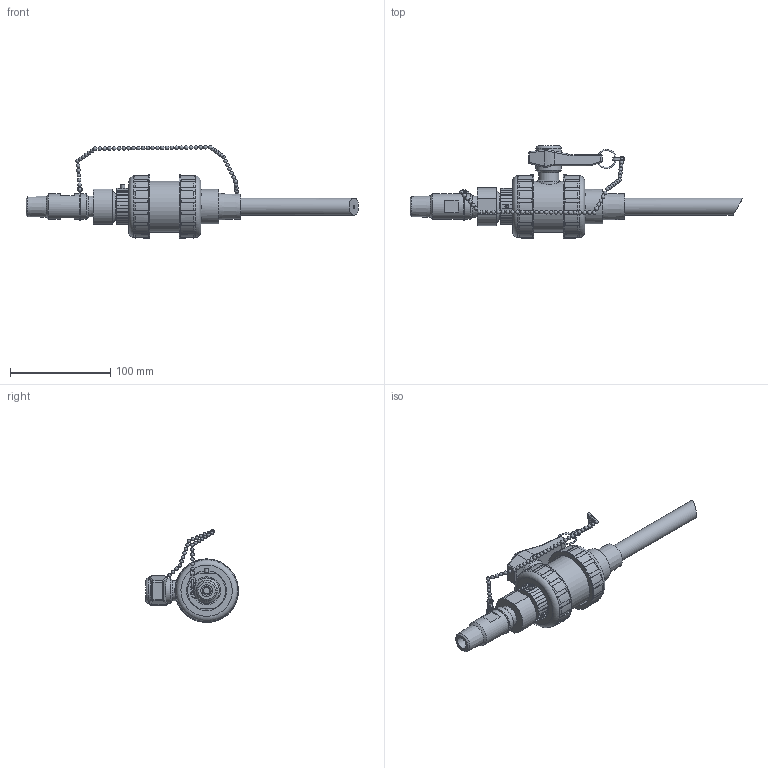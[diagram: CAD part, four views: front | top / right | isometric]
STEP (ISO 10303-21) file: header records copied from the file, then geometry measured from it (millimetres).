
FILE_DESCRIPTION((''),'2;1');
FILE_NAME('CCS-58-CPVC_R0.stp','2017-08-01T10:57:46',('salesdesk5'),(''),'Autodesk Inventor 2009','Autodesk Inventor 2009','');
FILE_SCHEMA(('AUTOMOTIVE_DESIGN { 1 0 10303 214 1 1 1 1 }'));
Length unit declared in the file: inch
Products named in the file (1): CCS-58-CPVC_R0
Bounding box: 331.95 x 92.72 x 92.88 mm (x, y, z)
Volume: 313160.5 mm3; surface area: 71249.4 mm2
Topology: 1 solids, 2 shells, 618 faces, 1572 edges, 972 vertices
Faces by surface type: plane 224, cylinder 147, bspline 83, sphere 63, cone 61, torus 40
Full cylindrical faces by diameter (mm): 2 x1, 3.175 x1, 3.81 x1, 6.35 x2, 11.906 x1, 14.173 x1, 14.224 x1, 17.145 x1, 20.32 x1, 25.4 x4, 34.544 x1, 39.878 x2, 45.745 x2, 50.8 x1, 54.864 x2, 63.5 x2
Entity records: 20377 total; most frequent: CARTESIAN_POINT 5963, DIRECTION 2998, ORIENTED_EDGE 2698, EDGE_CURVE 1349, AXIS2_PLACEMENT_3D 1190, VERTEX_POINT 921, EDGE_LOOP 818, VECTOR 618
